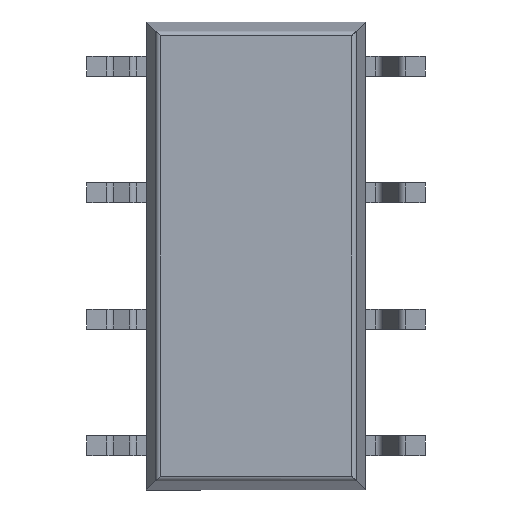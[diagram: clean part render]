
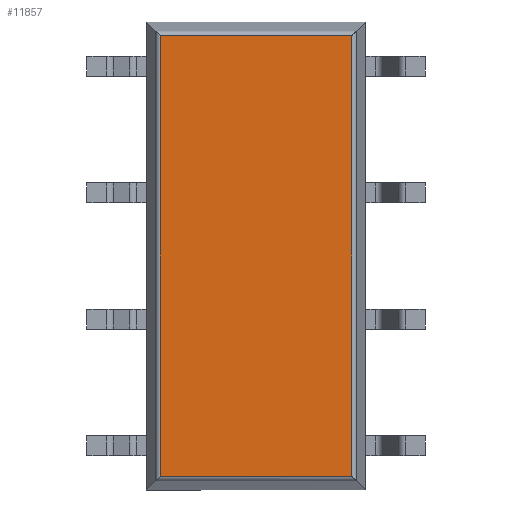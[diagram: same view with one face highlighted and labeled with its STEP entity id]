
A CAD part, front view. The second image highlights one B-rep face of the part: STEP entity #11857.
In plain terms, the highlighted planar face has unit normal (0, -1, 0).
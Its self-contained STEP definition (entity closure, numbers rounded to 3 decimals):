
#1422 = VERTEX_POINT ( 'NONE', #12832 ) ;
#1587 = PLANE ( 'NONE',  #10856 ) ;
#1875 = LINE ( 'NONE', #11716, #4517 ) ;
#2434 = EDGE_CURVE ( 'NONE', #12005, #2916, #11525, .T. ) ;
#2752 = DIRECTION ( 'NONE',  ( 0., -1., 0. ) ) ;
#2913 = ORIENTED_EDGE ( 'NONE', *, *, #2434, .T. ) ;
#2916 = VERTEX_POINT ( 'NONE', #4677 ) ;
#3138 = LINE ( 'NONE', #12394, #8634 ) ;
#4517 = VECTOR ( 'NONE', #6062, 1000. ) ;
#4665 = CARTESIAN_POINT ( 'NONE',  ( 3.4, 0.05, 9.12 ) ) ;
#4677 = CARTESIAN_POINT ( 'NONE',  ( 1.48, 0.05, 9.12 ) ) ;
#5809 = EDGE_CURVE ( 'NONE', #1422, #12005, #3138, .T. ) ;
#6062 = DIRECTION ( 'NONE',  ( 0., 0., -1. ) ) ;
#7099 = EDGE_LOOP ( 'NONE', ( #14343, #2913, #12651, #14588 ) ) ;
#7863 = DIRECTION ( 'NONE',  ( 0., 0., 1. ) ) ;
#8517 = CARTESIAN_POINT ( 'NONE',  ( 3.4, 0.05, 0.28 ) ) ;
#8634 = VECTOR ( 'NONE', #7863, 1000. ) ;
#9225 = DIRECTION ( 'NONE',  ( -1., 0., 0. ) ) ;
#9489 = EDGE_CURVE ( 'NONE', #2916, #9866, #1875, .T. ) ;
#9535 = CARTESIAN_POINT ( 'NONE',  ( 1.403, 0.05, 0.103 ) ) ;
#9658 = DIRECTION ( 'NONE',  ( 1., 0., 0. ) ) ;
#9866 = VERTEX_POINT ( 'NONE', #10477 ) ;
#10200 = VECTOR ( 'NONE', #9658, 1000. ) ;
#10477 = CARTESIAN_POINT ( 'NONE',  ( 1.48, 0.05, 0.28 ) ) ;
#10546 = EDGE_CURVE ( 'NONE', #9866, #1422, #13229, .T. ) ;
#10677 = DIRECTION ( 'NONE',  ( 1., 0., 0. ) ) ;
#10856 = AXIS2_PLACEMENT_3D ( 'NONE', #9535, #2752, #10677 ) ;
#11175 = VECTOR ( 'NONE', #9225, 1000. ) ;
#11525 = LINE ( 'NONE', #4665, #11175 ) ;
#11716 = CARTESIAN_POINT ( 'NONE',  ( 1.48, 0.05, 4.7 ) ) ;
#11857 = ADVANCED_FACE ( 'NONE', ( #12788 ), #1587, .T. ) ;
#12005 = VERTEX_POINT ( 'NONE', #14446 ) ;
#12394 = CARTESIAN_POINT ( 'NONE',  ( 5.32, 0.05, 4.7 ) ) ;
#12651 = ORIENTED_EDGE ( 'NONE', *, *, #9489, .T. ) ;
#12788 = FACE_OUTER_BOUND ( 'NONE', #7099, .T. ) ;
#12832 = CARTESIAN_POINT ( 'NONE',  ( 5.32, 0.05, 0.28 ) ) ;
#13229 = LINE ( 'NONE', #8517, #10200 ) ;
#14343 = ORIENTED_EDGE ( 'NONE', *, *, #5809, .T. ) ;
#14446 = CARTESIAN_POINT ( 'NONE',  ( 5.32, 0.05, 9.12 ) ) ;
#14588 = ORIENTED_EDGE ( 'NONE', *, *, #10546, .T. ) ;
